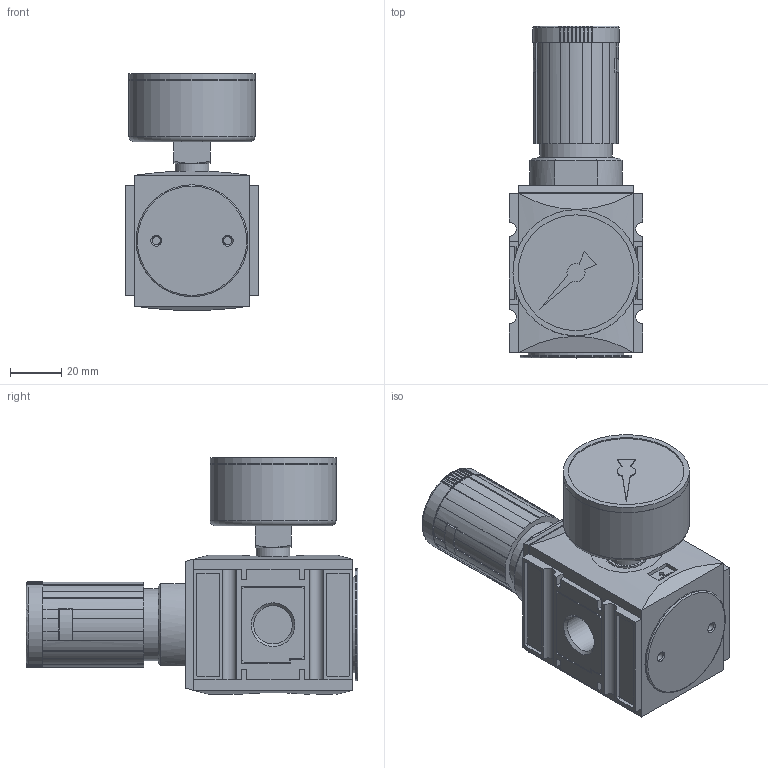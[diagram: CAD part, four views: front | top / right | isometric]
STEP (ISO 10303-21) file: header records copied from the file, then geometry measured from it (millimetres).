
FILE_DESCRIPTION(/* description */ ('STEP AP214'),/* implementation_level */ '2;1');
FILE_NAME(/* name */ '036978',/* time_stamp */ '2026-03-16T11:47:56+01:00',/* author */ ('License CC BY-ND 4.0'),/* organization */ ('CADENAS'),/* preprocessor_version */ 'ST-DEVELOPER v20',/* originating_system */ 'PARTsolutions',/* authorisation */ ' ');
FILE_SCHEMA (('AUTOMOTIVE_DESIGN {1 0 10303 214 3 1 1}'));
Length unit declared in the file: millimetre
Products named in the file (4): 036978; FU 7310G 3/8000-1; FU 7310-3; Futura G 50
Assembly tree (3 placements, depth 2):
  036978
    FU 7310G 3/8000-1
    FU 7310-3
    Futura G 50
Bounding box: 52 x 129 x 92.1 mm (x, y, z)
Volume: 265319 mm3; surface area: 43379.4 mm2
Topology: 3 solids, 3 shells, 478 faces, 1256 edges, 824 vertices
Faces by surface type: plane 319, cylinder 125, torus 22, cone 12
Full cylindrical faces by diameter (mm): 3.2 x2, 11.445 x2, 13.157 x1, 14.95 x2, 15.1 x1, 16.5 x1, 16.8 x2, 28 x3, 36 x1, 37.2 x1, 43.5 x1, 45 x1, 48.96 x1, 49 x2
Entity records: 18002 total; most frequent: CARTESIAN_POINT 2603, DIRECTION 2573, ORIENTED_EDGE 2422, EDGE_CURVE 1211, AXIS2_PLACEMENT_3D 896, VERTEX_POINT 814, LINE 781, VECTOR 781
